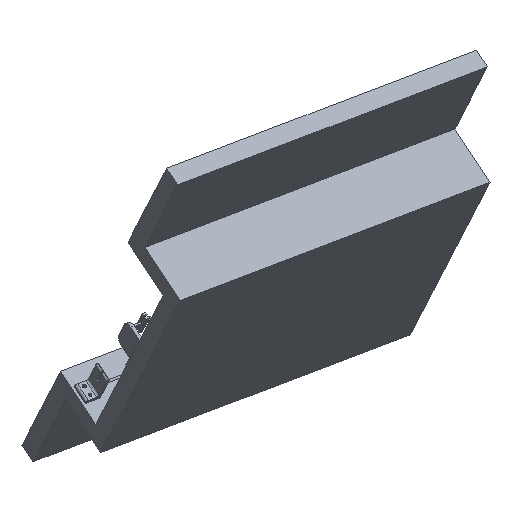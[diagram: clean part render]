
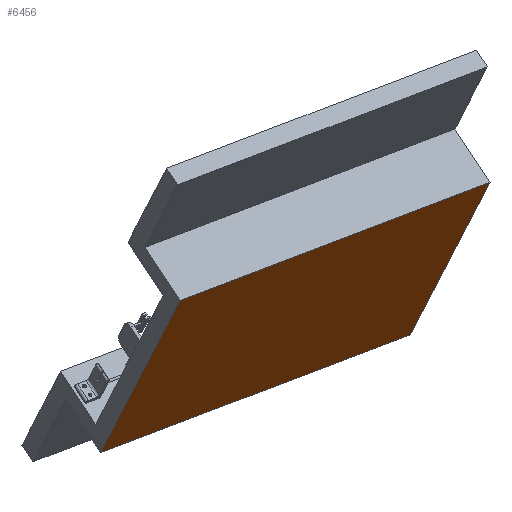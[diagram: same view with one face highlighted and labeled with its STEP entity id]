
A CAD part, front view. The second image highlights one B-rep face of the part: STEP entity #6456.
In plain terms, the highlighted face is planar.
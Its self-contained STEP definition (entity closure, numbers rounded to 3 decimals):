
#836 = DIRECTION ( 'NONE',  ( 1., 0., 0. ) ) ;
#844 = CARTESIAN_POINT ( 'NONE',  ( 185., 105., 0. ) ) ;
#862 = VECTOR ( 'NONE', #9112, 1000. ) ;
#896 = LINE ( 'NONE', #844, #862 ) ;
#2670 = CARTESIAN_POINT ( 'NONE',  ( 185., 105., 450. ) ) ;
#2678 = EDGE_CURVE ( 'NONE', #9220, #7492, #896, .T. ) ;
#3108 = FACE_OUTER_BOUND ( 'NONE', #6026, .T. ) ;
#3858 = EDGE_CURVE ( 'NONE', #9049, #9220, #9942, .T. ) ;
#3896 = EDGE_CURVE ( 'NONE', #7481, #7492, #8621, .T. ) ;
#3905 = CARTESIAN_POINT ( 'NONE',  ( 185., 105., 450. ) ) ;
#4032 = ORIENTED_EDGE ( 'NONE', *, *, #3858, .F. ) ;
#4249 = DIRECTION ( 'NONE',  ( 0., 0., -1. ) ) ;
#4853 = LINE ( 'NONE', #8105, #5482 ) ;
#5482 = VECTOR ( 'NONE', #836, 1000. ) ;
#5944 = VECTOR ( 'NONE', #7923, 1000. ) ;
#6026 = EDGE_LOOP ( 'NONE', ( #9618, #4032, #7838, #6100 ) ) ;
#6100 = ORIENTED_EDGE ( 'NONE', *, *, #3896, .T. ) ;
#6231 = DIRECTION ( 'NONE',  ( 0., 1., 0. ) ) ;
#6456 = ADVANCED_FACE ( 'NONE', ( #3108 ), #10332, .T. ) ;
#6669 = CARTESIAN_POINT ( 'NONE',  ( 515., 105., 450. ) ) ;
#7135 = CARTESIAN_POINT ( 'NONE',  ( 185., 105., 450. ) ) ;
#7463 = CARTESIAN_POINT ( 'NONE',  ( 515., 105., 0. ) ) ;
#7475 = VECTOR ( 'NONE', #4249, 1000. ) ;
#7481 = VERTEX_POINT ( 'NONE', #6669 ) ;
#7492 = VERTEX_POINT ( 'NONE', #7463 ) ;
#7511 = AXIS2_PLACEMENT_3D ( 'NONE', #7135, #6231, #7990 ) ;
#7838 = ORIENTED_EDGE ( 'NONE', *, *, #7917, .T. ) ;
#7917 = EDGE_CURVE ( 'NONE', #9049, #7481, #4853, .T. ) ;
#7923 = DIRECTION ( 'NONE',  ( 0., 0., -1. ) ) ;
#7990 = DIRECTION ( 'NONE',  ( -1., 0., 0. ) ) ;
#8105 = CARTESIAN_POINT ( 'NONE',  ( 185., 105., 450. ) ) ;
#8276 = CARTESIAN_POINT ( 'NONE',  ( 185., 105., 0. ) ) ;
#8621 = LINE ( 'NONE', #9628, #5944 ) ;
#9049 = VERTEX_POINT ( 'NONE', #3905 ) ;
#9112 = DIRECTION ( 'NONE',  ( 1., 0., 0. ) ) ;
#9220 = VERTEX_POINT ( 'NONE', #8276 ) ;
#9618 = ORIENTED_EDGE ( 'NONE', *, *, #2678, .F. ) ;
#9628 = CARTESIAN_POINT ( 'NONE',  ( 515., 105., 450. ) ) ;
#9942 = LINE ( 'NONE', #2670, #7475 ) ;
#10332 = PLANE ( 'NONE',  #7511 ) ;
